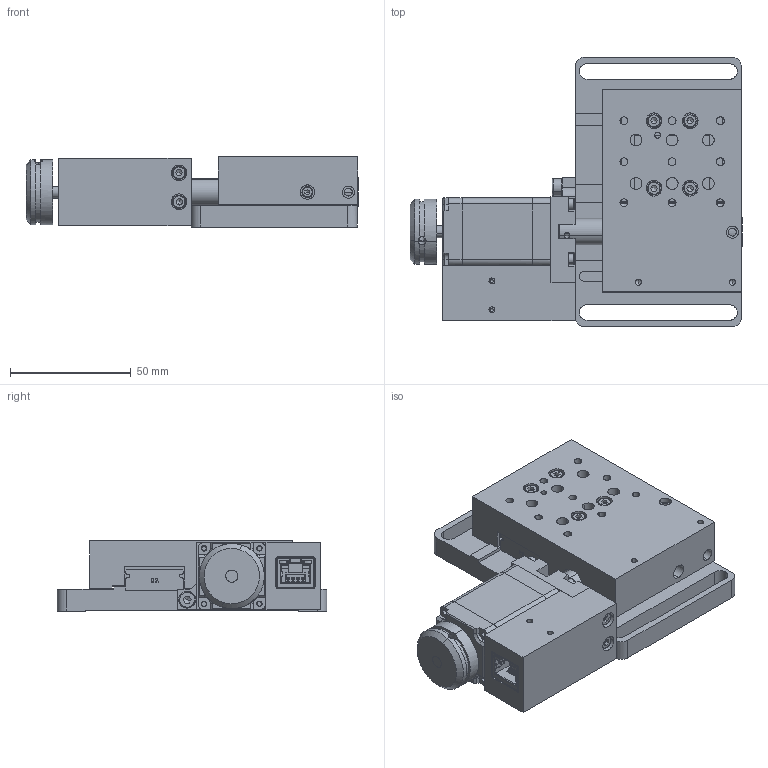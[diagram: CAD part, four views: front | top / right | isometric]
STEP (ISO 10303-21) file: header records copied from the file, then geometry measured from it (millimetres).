
FILE_DESCRIPTION(/* description */ (''),/* implementation_level */ '2;1');
FILE_NAME(/* name */ '03_TS16-SM2',/* time_stamp */ '2025-05-27T11:18:59+03:00',/* author */ (''),/* organization */ (''),/* preprocessor_version */ 'ST-DEVELOPER v16.5',/* originating_system */ 'Rhino 7.34',/* authorisation */ '');
FILE_SCHEMA (('AUTOMOTIVE_DESIGN'));
Products named in the file (1): Document
Bounding box: 137.75 x 112 x 29.1 mm (x, y, z)
Volume: 200641.3 mm3; surface area: 96042.7 mm2
Topology: 103 solids, 107 shells, 3067 faces, 8423 edges, 5552 vertices
Faces by surface type: plane 1977, cylinder 803, bspline 287
Entity records: 96300 total; most frequent: CARTESIAN_POINT 39684, ORIENTED_EDGE 16654, EDGE_CURVE 8329, B_SPLINE_CURVE_WITH_KNOTS 5761, VERTEX_POINT 5548, EDGE_LOOP 3369, ADVANCED_FACE 3067, FACE_OUTER_BOUND 3067
